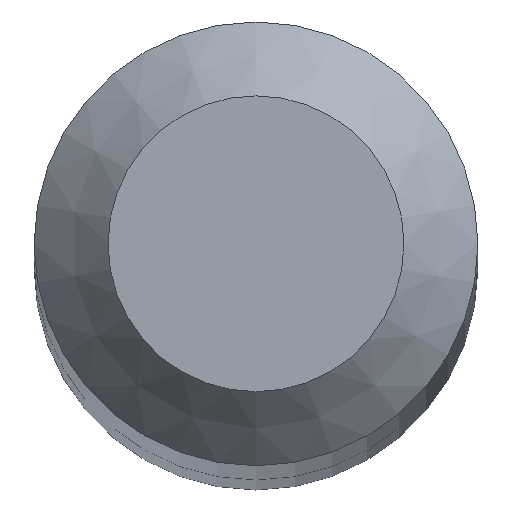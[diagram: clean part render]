
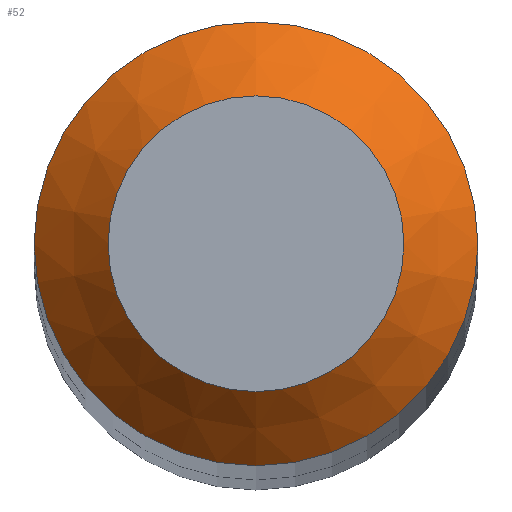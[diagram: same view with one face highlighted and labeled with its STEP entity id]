
A CAD part, top view. The second image highlights one B-rep face of the part: STEP entity #52.
In plain terms, the highlighted conical face has half-angle 45 degrees and reference radius 0.4 mm.
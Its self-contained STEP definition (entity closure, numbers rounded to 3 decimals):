
#3 = CONICAL_SURFACE ( 'NONE', #114, 0.4, 0.785 ) ;
#5 = EDGE_CURVE ( 'NONE', #137, #137, #46, .T. ) ;
#6 = CARTESIAN_POINT ( 'NONE',  ( 0., 0.6, 37.8 ) ) ;
#13 = DIRECTION ( 'NONE',  ( 0., 0., -1. ) ) ;
#15 = EDGE_LOOP ( 'NONE', ( #31 ) ) ;
#28 = DIRECTION ( 'NONE',  ( 0., 1., 0. ) ) ;
#31 = ORIENTED_EDGE ( 'NONE', *, *, #5, .T. ) ;
#46 = CIRCLE ( 'NONE', #98, 0.4 ) ;
#52 = ADVANCED_FACE ( 'NONE', ( #184, #61 ), #3, .T. ) ;
#61 = FACE_BOUND ( 'NONE', #15, .T. ) ;
#76 = DIRECTION ( 'NONE',  ( 0., 0., -1. ) ) ;
#80 = AXIS2_PLACEMENT_3D ( 'NONE', #152, #13, #93 ) ;
#93 = DIRECTION ( 'NONE',  ( 0., 1., 0. ) ) ;
#98 = AXIS2_PLACEMENT_3D ( 'NONE', #131, #183, #185 ) ;
#109 = ORIENTED_EDGE ( 'NONE', *, *, #138, .F. ) ;
#114 = AXIS2_PLACEMENT_3D ( 'NONE', #124, #76, #28 ) ;
#116 = CIRCLE ( 'NONE', #80, 0.6 ) ;
#124 = CARTESIAN_POINT ( 'NONE',  ( 0., 0., 38. ) ) ;
#127 = VERTEX_POINT ( 'NONE', #6 ) ;
#131 = CARTESIAN_POINT ( 'NONE',  ( 0., 0., 38. ) ) ;
#137 = VERTEX_POINT ( 'NONE', #178 ) ;
#138 = EDGE_CURVE ( 'NONE', #127, #127, #116, .T. ) ;
#152 = CARTESIAN_POINT ( 'NONE',  ( 0., 0., 37.8 ) ) ;
#173 = EDGE_LOOP ( 'NONE', ( #109 ) ) ;
#178 = CARTESIAN_POINT ( 'NONE',  ( 0., 0.4, 38. ) ) ;
#183 = DIRECTION ( 'NONE',  ( 0., 0., -1. ) ) ;
#184 = FACE_OUTER_BOUND ( 'NONE', #173, .T. ) ;
#185 = DIRECTION ( 'NONE',  ( 0., 1., 0. ) ) ;
